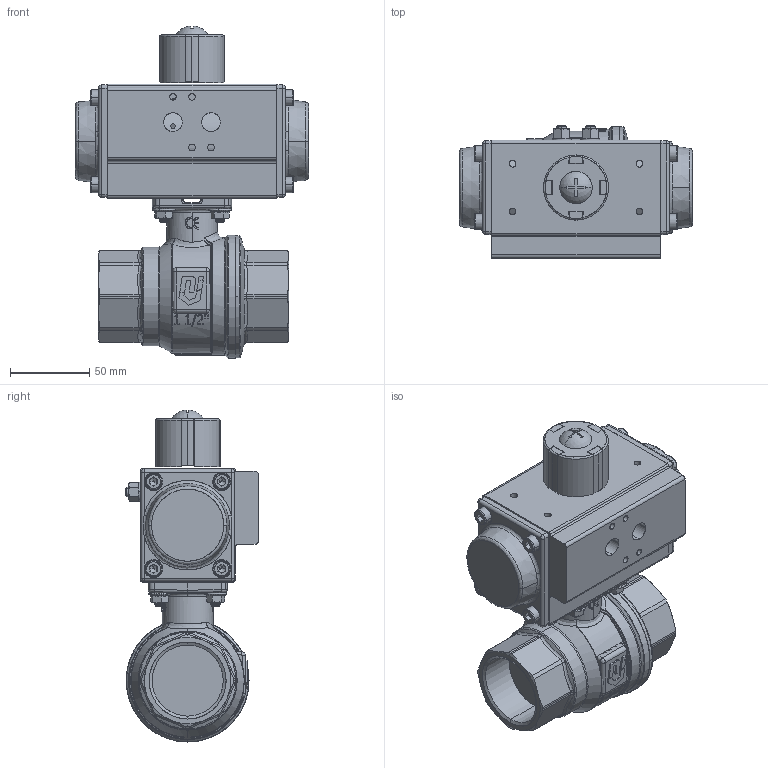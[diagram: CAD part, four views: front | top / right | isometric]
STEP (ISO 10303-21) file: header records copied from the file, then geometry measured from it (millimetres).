
FILE_DESCRIPTION (( 'STEP AP214' ), '1' );
FILE_NAME ('PK01_DN40_doppeltwirkend (PK01000007).STEP', '2022-01-14T13:15:31', ( '' ), ( '' ), 'SwSTEP 2.0', 'SolidWorks 2021', '' );
FILE_SCHEMA (( 'AUTOMOTIVE_DESIGN' ));
Length unit declared in the file: metre
Products named in the file (1): PK01_DN40_doppeltwirkend (PK01000007)
Bounding box: 147 x 83.5 x 209.4 mm (x, y, z)
Surface area: 125923.8 mm2 (no closed solid volume)
Topology: 0 solids, 881 shells, 1120 faces, 5121 edges, 4835 vertices
Faces by surface type: plane 388, bspline 273, cylinder 271, cone 174, torus 12, sphere 2
Entity records: 94622 total; most frequent: CARTESIAN_POINT 45417, DIRECTION 6548, ORIENTED_EDGE 5574, EDGE_CURVE 5081, VERTEX_POINT 4835, AXIS2_PLACEMENT_3D 2251, LINE 2046, VECTOR 2046
